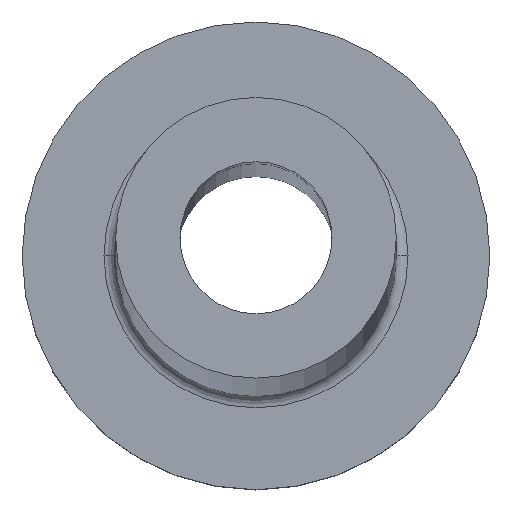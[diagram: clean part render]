
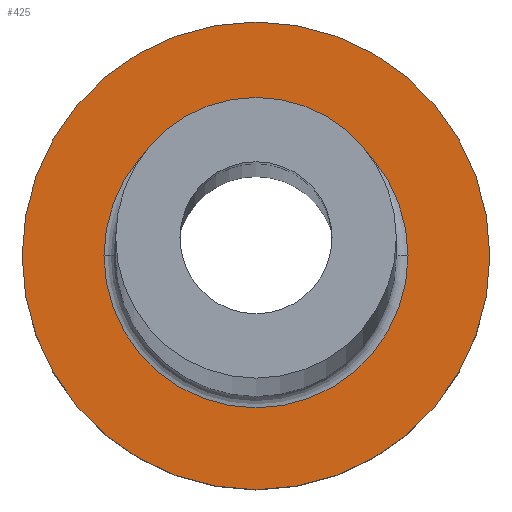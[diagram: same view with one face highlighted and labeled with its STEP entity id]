
A CAD part, top view. The second image highlights one B-rep face of the part: STEP entity #425.
In plain terms, the highlighted planar face has unit normal (0, 0, 1).
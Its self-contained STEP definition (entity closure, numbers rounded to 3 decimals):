
#8 = ORIENTED_EDGE ( 'NONE', *, *, #70, .T. ) ;
#9 = CIRCLE ( 'NONE', #126, 6.5 ) ;
#11 = VERTEX_POINT ( 'NONE', #30 ) ;
#28 = DIRECTION ( 'NONE',  ( 0., 0., -1. ) ) ;
#30 = CARTESIAN_POINT ( 'NONE',  ( -10., 0., 7. ) ) ;
#42 = EDGE_LOOP ( 'NONE', ( #8, #433 ) ) ;
#49 = ORIENTED_EDGE ( 'NONE', *, *, #121, .T. ) ;
#51 = DIRECTION ( 'NONE',  ( 1., 0., 0. ) ) ;
#58 = DIRECTION ( 'NONE',  ( 1., 0., 0. ) ) ;
#65 = VERTEX_POINT ( 'NONE', #423 ) ;
#70 = EDGE_CURVE ( 'NONE', #266, #65, #9, .T. ) ;
#94 = ORIENTED_EDGE ( 'NONE', *, *, #303, .T. ) ;
#98 = CIRCLE ( 'NONE', #325, 6.5 ) ;
#119 = CARTESIAN_POINT ( 'NONE',  ( 6.5, 0., 7. ) ) ;
#121 = EDGE_CURVE ( 'NONE', #11, #159, #250, .T. ) ;
#126 = AXIS2_PLACEMENT_3D ( 'NONE', #326, #28, #147 ) ;
#127 = DIRECTION ( 'NONE',  ( 1., 0., 0. ) ) ;
#143 = EDGE_CURVE ( 'NONE', #65, #266, #98, .T. ) ;
#147 = DIRECTION ( 'NONE',  ( 1., 0., 0. ) ) ;
#156 = DIRECTION ( 'NONE',  ( 0., 0., 1. ) ) ;
#159 = VERTEX_POINT ( 'NONE', #377 ) ;
#164 = DIRECTION ( 'NONE',  ( 0., 0., 1. ) ) ;
#172 = EDGE_LOOP ( 'NONE', ( #49, #94 ) ) ;
#196 = AXIS2_PLACEMENT_3D ( 'NONE', #346, #209, #51 ) ;
#209 = DIRECTION ( 'NONE',  ( 0., 0., 1. ) ) ;
#214 = CARTESIAN_POINT ( 'NONE',  ( 0., 0., 7. ) ) ;
#222 = CARTESIAN_POINT ( 'NONE',  ( 0., 0., 7. ) ) ;
#224 = DIRECTION ( 'NONE',  ( 1., 0., 0. ) ) ;
#234 = FACE_OUTER_BOUND ( 'NONE', #172, .T. ) ;
#250 = CIRCLE ( 'NONE', #341, 10. ) ;
#266 = VERTEX_POINT ( 'NONE', #119 ) ;
#295 = CIRCLE ( 'NONE', #450, 10. ) ;
#303 = EDGE_CURVE ( 'NONE', #159, #11, #295, .T. ) ;
#325 = AXIS2_PLACEMENT_3D ( 'NONE', #214, #422, #58 ) ;
#326 = CARTESIAN_POINT ( 'NONE',  ( 0., 0., 7. ) ) ;
#341 = AXIS2_PLACEMENT_3D ( 'NONE', #222, #156, #127 ) ;
#346 = CARTESIAN_POINT ( 'NONE',  ( 0., 0., 7. ) ) ;
#377 = CARTESIAN_POINT ( 'NONE',  ( 10., 0., 7. ) ) ;
#422 = DIRECTION ( 'NONE',  ( 0., 0., -1. ) ) ;
#423 = CARTESIAN_POINT ( 'NONE',  ( -6.5, 0., 7. ) ) ;
#425 = ADVANCED_FACE ( 'NONE', ( #440, #234 ), #442, .T. ) ;
#430 = CARTESIAN_POINT ( 'NONE',  ( 0., 0., 7. ) ) ;
#433 = ORIENTED_EDGE ( 'NONE', *, *, #143, .T. ) ;
#440 = FACE_BOUND ( 'NONE', #42, .T. ) ;
#442 = PLANE ( 'NONE',  #196 ) ;
#450 = AXIS2_PLACEMENT_3D ( 'NONE', #430, #164, #224 ) ;
